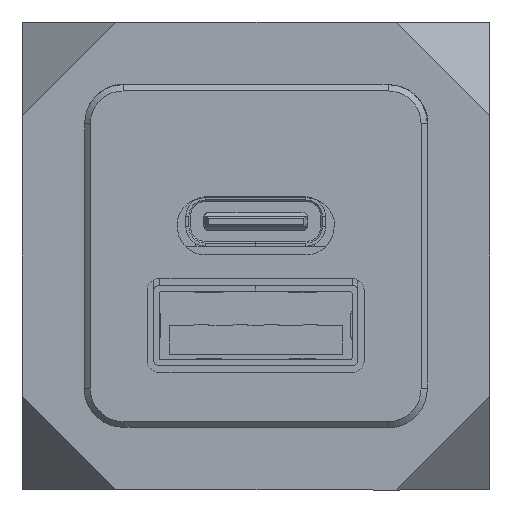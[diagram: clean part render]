
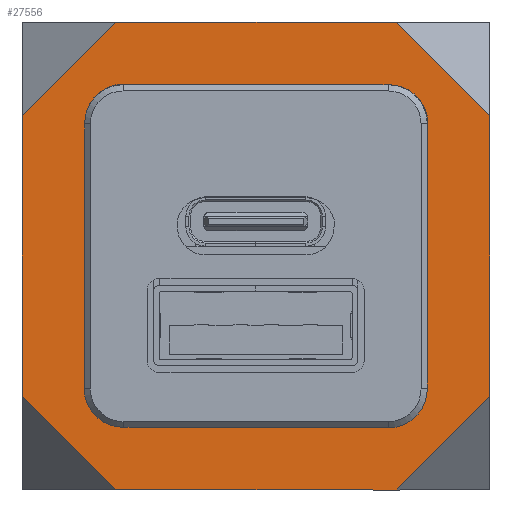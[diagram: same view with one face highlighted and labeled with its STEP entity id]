
A CAD part, left-side view. The second image highlights one B-rep face of the part: STEP entity #27556.
In plain terms, the highlighted face is planar.
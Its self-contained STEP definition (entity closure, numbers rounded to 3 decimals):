
#603=FACE_BOUND('',#4649,.T.);
#1686=PLANE('',#29630);
#3115=FACE_OUTER_BOUND('',#4648,.T.);
#4648=EDGE_LOOP('',(#25084,#25085,#25086,#25087,#25088,#25089,#25090,#25091));
#4649=EDGE_LOOP('',(#25092,#25093,#25094,#25095,#25096,#25097,#25098,#25099));
#7220=LINE('',#45852,#10482);
#7247=LINE('',#45908,#10509);
#7277=LINE('',#45969,#10539);
#7303=LINE('',#46023,#10565);
#7741=LINE('',#46929,#11003);
#7744=LINE('',#46936,#11006);
#7747=LINE('',#46943,#11009);
#7750=LINE('',#46948,#11012);
#7751=LINE('',#46950,#11013);
#7752=LINE('',#46952,#11014);
#7753=LINE('',#46953,#11015);
#7754=LINE('',#46954,#11016);
#10482=VECTOR('',#35381,10.);
#10509=VECTOR('',#35414,10.);
#10539=VECTOR('',#35446,10.);
#10565=VECTOR('',#35478,10.);
#11003=VECTOR('',#36272,10.);
#11006=VECTOR('',#36277,10.);
#11009=VECTOR('',#36282,10.);
#11012=VECTOR('',#36287,10.);
#11013=VECTOR('',#36288,10.);
#11014=VECTOR('',#36289,10.);
#11015=VECTOR('',#36290,10.);
#11016=VECTOR('',#36291,10.);
#11868=CIRCLE('',#29441,2.5);
#11869=CIRCLE('',#29444,2.5);
#11870=CIRCLE('',#29448,2.5);
#11871=CIRCLE('',#29451,2.5);
#13777=VERTEX_POINT('',#45844);
#13778=VERTEX_POINT('',#45846);
#13779=VERTEX_POINT('',#45850);
#13804=VERTEX_POINT('',#45902);
#13805=VERTEX_POINT('',#45906);
#13834=VERTEX_POINT('',#45966);
#13835=VERTEX_POINT('',#45968);
#13860=VERTEX_POINT('',#46022);
#14149=VERTEX_POINT('',#46927);
#14150=VERTEX_POINT('',#46928);
#14152=VERTEX_POINT('',#46934);
#14153=VERTEX_POINT('',#46935);
#14155=VERTEX_POINT('',#46941);
#14156=VERTEX_POINT('',#46942);
#14158=VERTEX_POINT('',#46949);
#14159=VERTEX_POINT('',#46951);
#17356=EDGE_CURVE('',#13778,#13777,#11868,.T.);
#17359=EDGE_CURVE('',#13777,#13779,#7220,.T.);
#17385=EDGE_CURVE('',#13779,#13804,#11869,.T.);
#17387=EDGE_CURVE('',#13804,#13805,#7247,.T.);
#17417=EDGE_CURVE('',#13835,#13834,#7277,.T.);
#17443=EDGE_CURVE('',#13805,#13835,#11870,.T.);
#17444=EDGE_CURVE('',#13860,#13778,#7303,.T.);
#17474=EDGE_CURVE('',#13834,#13860,#11871,.T.);
#17883=EDGE_CURVE('',#14149,#14150,#7741,.T.);
#17886=EDGE_CURVE('',#14152,#14153,#7744,.T.);
#17889=EDGE_CURVE('',#14155,#14156,#7747,.T.);
#17892=EDGE_CURVE('',#14153,#14155,#7750,.T.);
#17893=EDGE_CURVE('',#14156,#14158,#7751,.T.);
#17894=EDGE_CURVE('',#14158,#14159,#7752,.T.);
#17895=EDGE_CURVE('',#14159,#14150,#7753,.T.);
#17896=EDGE_CURVE('',#14149,#14152,#7754,.T.);
#25084=ORIENTED_EDGE('',*,*,#17892,.T.);
#25085=ORIENTED_EDGE('',*,*,#17889,.T.);
#25086=ORIENTED_EDGE('',*,*,#17893,.T.);
#25087=ORIENTED_EDGE('',*,*,#17894,.T.);
#25088=ORIENTED_EDGE('',*,*,#17895,.T.);
#25089=ORIENTED_EDGE('',*,*,#17883,.F.);
#25090=ORIENTED_EDGE('',*,*,#17896,.T.);
#25091=ORIENTED_EDGE('',*,*,#17886,.T.);
#25092=ORIENTED_EDGE('',*,*,#17417,.T.);
#25093=ORIENTED_EDGE('',*,*,#17474,.T.);
#25094=ORIENTED_EDGE('',*,*,#17444,.T.);
#25095=ORIENTED_EDGE('',*,*,#17356,.T.);
#25096=ORIENTED_EDGE('',*,*,#17359,.T.);
#25097=ORIENTED_EDGE('',*,*,#17385,.T.);
#25098=ORIENTED_EDGE('',*,*,#17387,.T.);
#25099=ORIENTED_EDGE('',*,*,#17443,.T.);
#27556=ADVANCED_FACE('',(#3115,#603),#1686,.T.);
#29441=AXIS2_PLACEMENT_3D('',#45847,#35375,#35376);
#29444=AXIS2_PLACEMENT_3D('',#45904,#35409,#35410);
#29448=AXIS2_PLACEMENT_3D('',#46020,#35474,#35475);
#29451=AXIS2_PLACEMENT_3D('',#46082,#35510,#35511);
#29630=AXIS2_PLACEMENT_3D('',#46947,#36285,#36286);
#35375=DIRECTION('center_axis',(-1.,0.,0.));
#35376=DIRECTION('ref_axis',(0.,-1.,0.002));
#35381=DIRECTION('',(0.,0.002,1.));
#35409=DIRECTION('center_axis',(-1.,0.,0.));
#35410=DIRECTION('ref_axis',(0.,0.002,
1.));
#35414=DIRECTION('',(0.,1.,-0.002));
#35446=DIRECTION('',(0.,-0.002,-1.));
#35474=DIRECTION('center_axis',(-1.,0.,0.));
#35475=DIRECTION('ref_axis',(0.,1.,-0.002));
#35478=DIRECTION('',(0.,-1.,0.002));
#35510=DIRECTION('center_axis',(-1.,0.,0.));
#35511=DIRECTION('ref_axis',(0.,-0.002,-1.));
#36272=DIRECTION('',(0.,-0.707,0.707));
#36277=DIRECTION('',(0.,0.707,0.707));
#36282=DIRECTION('',(0.,-0.707,0.707));
#36285=DIRECTION('center_axis',(1.,0.,0.));
#36286=DIRECTION('ref_axis',(0.,-1.,0.));
#36287=DIRECTION('',(0.,0.,1.));
#36288=DIRECTION('',(0.,-1.,0.));
#36289=DIRECTION('',(0.,-0.707,-0.707));
#36290=DIRECTION('',(0.,0.,-1.));
#36291=DIRECTION('',(0.,1.,0.));
#45844=CARTESIAN_POINT('',(36.52,-33.25,-12.914));
#45846=CARTESIAN_POINT('',(36.52,-30.756,-15.42));
#45847=CARTESIAN_POINT('Origin',(36.52,-30.75,-12.92));
#45850=CARTESIAN_POINT('',(36.52,-33.21,4.086));
#45852=CARTESIAN_POINT('',(36.52,-33.22,-0.164));
#45902=CARTESIAN_POINT('',(36.52,-30.704,6.58));
#45904=CARTESIAN_POINT('Origin',(36.52,-30.71,4.08));
#45906=CARTESIAN_POINT('',(36.52,-13.704,6.54));
#45908=CARTESIAN_POINT('',(36.52,-17.954,6.55));
#45966=CARTESIAN_POINT('',(36.52,-11.25,-12.966));
#45968=CARTESIAN_POINT('',(36.52,-11.21,4.034));
#45969=CARTESIAN_POINT('',(36.52,-11.24,-8.716));
#46020=CARTESIAN_POINT('Origin',(36.52,-13.71,4.04));
#46022=CARTESIAN_POINT('',(36.52,-13.756,-15.46));
#46023=CARTESIAN_POINT('',(36.52,-26.506,-15.43));
#46082=CARTESIAN_POINT('Origin',(36.52,-13.75,-12.96));
#46927=CARTESIAN_POINT('',(36.52,-31.23,-19.44));
#46928=CARTESIAN_POINT('',(36.52,-37.23,-13.44));
#46929=CARTESIAN_POINT('',(36.52,-33.48,-17.19));
#46934=CARTESIAN_POINT('',(36.52,-13.23,-19.44));
#46935=CARTESIAN_POINT('',(36.52,-7.23,-13.44));
#46936=CARTESIAN_POINT('',(36.52,-9.48,-15.69));
#46941=CARTESIAN_POINT('',(36.52,-7.23,4.56));
#46942=CARTESIAN_POINT('',(36.52,-13.23,10.56));
#46943=CARTESIAN_POINT('',(36.52,-10.98,8.31));
#46947=CARTESIAN_POINT('Origin',(36.52,-22.23,-4.44));
#46948=CARTESIAN_POINT('',(36.52,-7.23,-11.94));
#46949=CARTESIAN_POINT('',(36.52,-31.23,10.56));
#46950=CARTESIAN_POINT('',(36.52,-14.73,10.56));
#46951=CARTESIAN_POINT('',(36.52,-37.23,4.56));
#46952=CARTESIAN_POINT('',(36.52,-34.98,6.81));
#46953=CARTESIAN_POINT('',(36.52,-37.23,3.06));
#46954=CARTESIAN_POINT('',(36.52,-29.73,-19.44));
